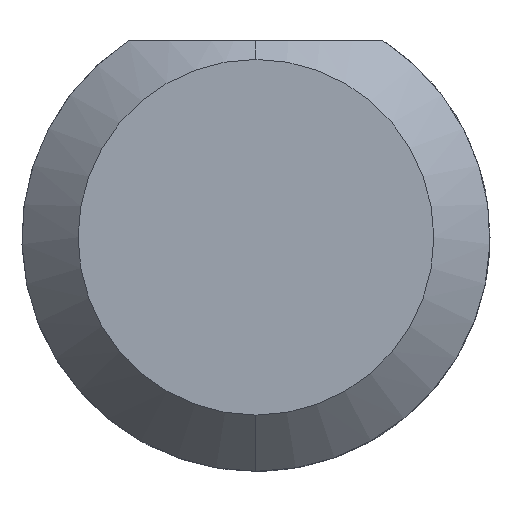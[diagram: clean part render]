
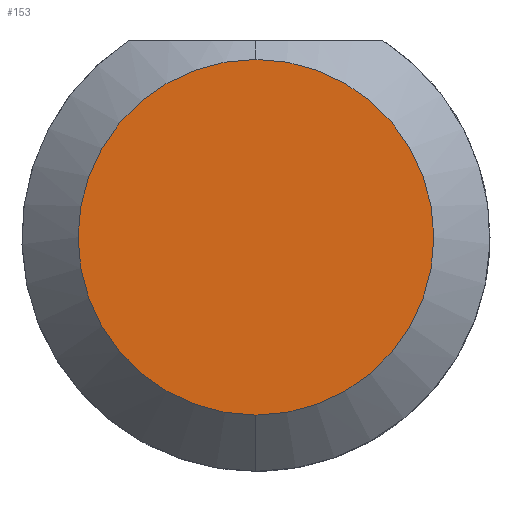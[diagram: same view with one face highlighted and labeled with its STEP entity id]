
A CAD part, left-side view. The second image highlights one B-rep face of the part: STEP entity #153.
In plain terms, the highlighted planar face has unit normal (-1, 0, 0).
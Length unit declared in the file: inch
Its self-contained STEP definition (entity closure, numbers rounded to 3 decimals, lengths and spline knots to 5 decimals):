
#26 = DIRECTION ( 'NONE',  ( -1., 0., 0. ) ) ;
#46 = CARTESIAN_POINT ( 'NONE',  ( 0., 0., 0. ) ) ;
#68 = EDGE_LOOP ( 'NONE', ( #649, #407 ) ) ;
#81 = CIRCLE ( 'NONE', #176, 0.0475 ) ;
#107 = PLANE ( 'NONE',  #362 ) ;
#153 = ADVANCED_FACE ( 'NONE', ( #220 ), #107, .F. ) ;
#176 = AXIS2_PLACEMENT_3D ( 'NONE', #296, #241, #686 ) ;
#220 = FACE_OUTER_BOUND ( 'NONE', #68, .T. ) ;
#241 = DIRECTION ( 'NONE',  ( -1., 0., 0. ) ) ;
#253 = AXIS2_PLACEMENT_3D ( 'NONE', #46, #26, #324 ) ;
#279 = DIRECTION ( 'NONE',  ( 1., 0., 0. ) ) ;
#296 = CARTESIAN_POINT ( 'NONE',  ( 0., 0., 0. ) ) ;
#324 = DIRECTION ( 'NONE',  ( 0., 0., 1. ) ) ;
#362 = AXIS2_PLACEMENT_3D ( 'NONE', #449, #279, #665 ) ;
#368 = VERTEX_POINT ( 'NONE', #676 ) ;
#407 = ORIENTED_EDGE ( 'NONE', *, *, #658, .T. ) ;
#420 = CIRCLE ( 'NONE', #253, 0.0475 ) ;
#449 = CARTESIAN_POINT ( 'NONE',  ( 0., 0., 0. ) ) ;
#591 = EDGE_CURVE ( 'NONE', #709, #368, #420, .T. ) ;
#649 = ORIENTED_EDGE ( 'NONE', *, *, #591, .T. ) ;
#655 = CARTESIAN_POINT ( 'NONE',  ( 0., 0., -0.0475 ) ) ;
#658 = EDGE_CURVE ( 'NONE', #368, #709, #81, .T. ) ;
#665 = DIRECTION ( 'NONE',  ( 0., 0., -1. ) ) ;
#676 = CARTESIAN_POINT ( 'NONE',  ( 0., 0., 0.0475 ) ) ;
#686 = DIRECTION ( 'NONE',  ( 0., 0., 1. ) ) ;
#709 = VERTEX_POINT ( 'NONE', #655 ) ;
